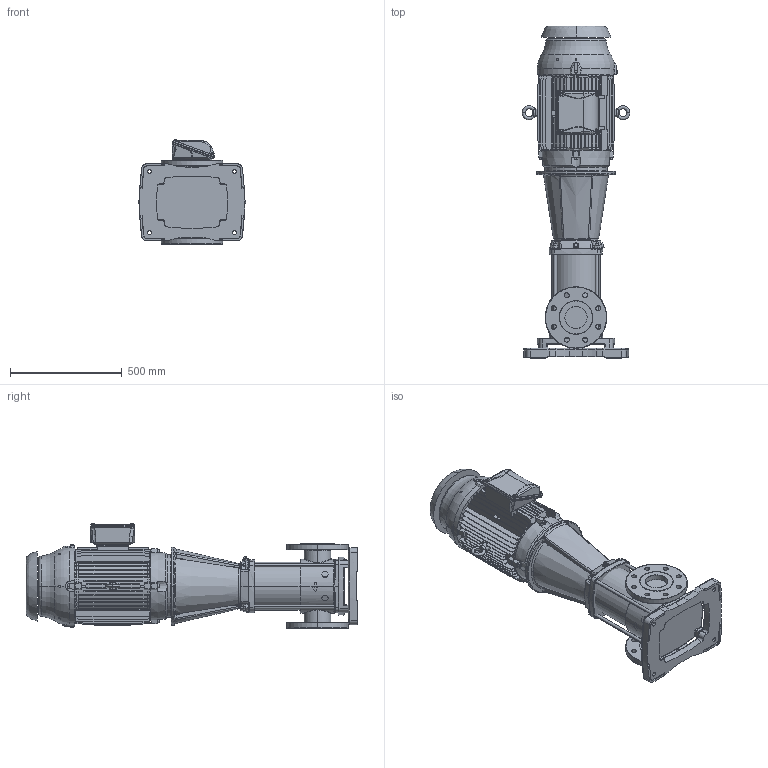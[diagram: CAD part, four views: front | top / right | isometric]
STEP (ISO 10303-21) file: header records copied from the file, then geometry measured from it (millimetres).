
FILE_DESCRIPTION (( 'STEP AP203' ), '1' );
FILE_NAME ('3303167 - MVI-750-1-30 HP-286TSC-304-E-230_460~3.step', '2022-03-30T20:22:26', ( '' ), ( '' ), 'SwSTEP 2.0', 'SolidWorks 2021', '' );
FILE_SCHEMA (( 'CONFIG_CONTROL_DESIGN' ));
Length unit declared in the file: inch
Products named in the file (5): 2704071 - NEMA V2 30HP 284_6TSC 230_460~3 TEFC; MVI PEO - [304-EPDM]_3304167 - MVI-750-1-30 HP-286TSC-304-E-S; TEFC MOTOR_2704071 - NEMA V2 30HP 284_6TSC 230_460~3 TEFC; SBI(N)150-1; 3303167 - MVI-750-1-30 HP-286TSC-304-E-230_460~3
Assembly tree (4 placements, depth 3):
  3303167 - MVI-750-1-30 HP-286TSC-304-E-230_460~3
    MVI PEO - [304-EPDM]_3304167 - MVI-750-1-30 HP-286TSC-304-E-S
      SBI(N)150-1
    TEFC MOTOR_2704071 - NEMA V2 30HP 284_6TSC 230_460~3 TEFC
      2704071 - NEMA V2 30HP 284_6TSC 230_460~3 TEFC
Bounding box: 483 x 1487.8 x 471.26 mm (x, y, z)
Volume: 96586134.5 mm3; surface area: 3862780.7 mm2
Topology: 8 solids, 21 shells, 2675 faces, 7133 edges, 4592 vertices
Faces by surface type: plane 961, cylinder 903, bspline 458, cone 312, torus 31, sphere 10
Entity records: 127897 total; most frequent: CARTESIAN_POINT 65131, ORIENTED_EDGE 14170, DIRECTION 11605, EDGE_CURVE 7085, VERTEX_POINT 4588, AXIS2_PLACEMENT_3D 4476, EDGE_LOOP 2873, ADVANCED_FACE 2675
